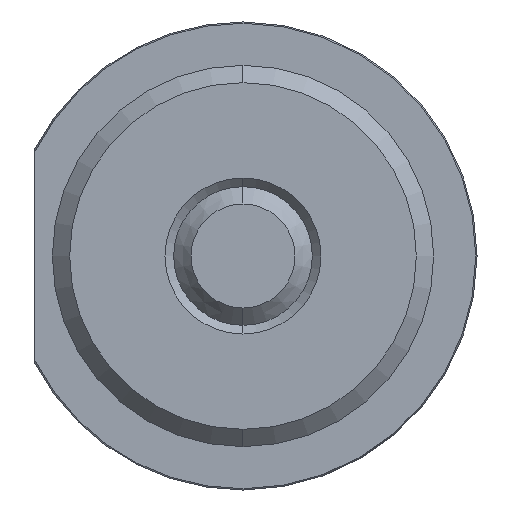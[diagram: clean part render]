
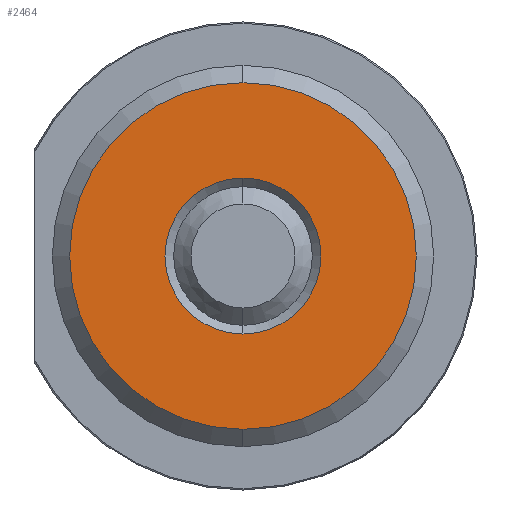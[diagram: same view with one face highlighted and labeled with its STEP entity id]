
A CAD part, left-side view. The second image highlights one B-rep face of the part: STEP entity #2464.
In plain terms, the highlighted planar face has unit normal (-1, 0, 0).
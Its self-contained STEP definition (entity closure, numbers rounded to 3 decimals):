
#173 = ORIENTED_EDGE ( 'NONE', *, *, #632, .T. ) ;
#175 = ORIENTED_EDGE ( 'NONE', *, *, #722, .T. ) ;
#195 = ORIENTED_EDGE ( 'NONE', *, *, #681, .T. ) ;
#207 = ORIENTED_EDGE ( 'NONE', *, *, #630, .T. ) ;
#403 = EDGE_LOOP ( 'NONE', ( #207, #195 ) ) ;
#493 = EDGE_LOOP ( 'NONE', ( #175, #173 ) ) ;
#630 = EDGE_CURVE ( 'NONE', #2111, #2073, #2529, .T. ) ;
#632 = EDGE_CURVE ( 'NONE', #2164, #2070, #2531, .T. ) ;
#681 = EDGE_CURVE ( 'NONE', #2073, #2111, #2602, .T. ) ;
#722 = EDGE_CURVE ( 'NONE', #2070, #2164, #2655, .T. ) ;
#759 = AXIS2_PLACEMENT_3D ( 'NONE', #1718, #1947, #1602 ) ;
#760 = AXIS2_PLACEMENT_3D ( 'NONE', #2106, #1624, #1956 ) ;
#778 = AXIS2_PLACEMENT_3D ( 'NONE', #1582, #1587, #2166 ) ;
#804 = AXIS2_PLACEMENT_3D ( 'NONE', #2192, #2187, #2181 ) ;
#904 = AXIS2_PLACEMENT_3D ( 'NONE', #1206, #1213, #1214 ) ;
#991 = CARTESIAN_POINT ( 'NONE',  ( 0., 0., -4.5 ) ) ;
#1206 = CARTESIAN_POINT ( 'NONE',  ( 0., 4., 0. ) ) ;
#1212 = PLANE ( 'NONE',  #904 ) ;
#1213 = DIRECTION ( 'NONE',  ( 1., 0., 0. ) ) ;
#1214 = DIRECTION ( 'NONE',  ( 0., 0., -1. ) ) ;
#1582 = CARTESIAN_POINT ( 'NONE',  ( 0., 0., 0. ) ) ;
#1587 = DIRECTION ( 'NONE',  ( -1., 0., 0. ) ) ;
#1602 = DIRECTION ( 'NONE',  ( 0., 0., -1. ) ) ;
#1624 = DIRECTION ( 'NONE',  ( -1., 0., 0. ) ) ;
#1718 = CARTESIAN_POINT ( 'NONE',  ( 0., 0., 0. ) ) ;
#1947 = DIRECTION ( 'NONE',  ( 1., 0., 0. ) ) ;
#1956 = DIRECTION ( 'NONE',  ( 0., 0., -1. ) ) ;
#2070 = VERTEX_POINT ( 'NONE', #2381 ) ;
#2073 = VERTEX_POINT ( 'NONE', #2386 ) ;
#2106 = CARTESIAN_POINT ( 'NONE',  ( 0., 0., 0. ) ) ;
#2111 = VERTEX_POINT ( 'NONE', #2368 ) ;
#2164 = VERTEX_POINT ( 'NONE', #991 ) ;
#2166 = DIRECTION ( 'NONE',  ( 0., 0., -1. ) ) ;
#2181 = DIRECTION ( 'NONE',  ( 0., 0., -1. ) ) ;
#2187 = DIRECTION ( 'NONE',  ( 1., 0., 0. ) ) ;
#2192 = CARTESIAN_POINT ( 'NONE',  ( 0., 0., 0. ) ) ;
#2368 = CARTESIAN_POINT ( 'NONE',  ( 0., 0., -10. ) ) ;
#2381 = CARTESIAN_POINT ( 'NONE',  ( 0., 0., 4.5 ) ) ;
#2386 = CARTESIAN_POINT ( 'NONE',  ( 0., 0., 10. ) ) ;
#2464 = ADVANCED_FACE ( 'NONE', ( #2847, #2845 ), #1212, .F. ) ;
#2529 = CIRCLE ( 'NONE', #760, 10. ) ;
#2531 = CIRCLE ( 'NONE', #759, 4.5 ) ;
#2602 = CIRCLE ( 'NONE', #778, 10. ) ;
#2655 = CIRCLE ( 'NONE', #804, 4.5 ) ;
#2845 = FACE_OUTER_BOUND ( 'NONE', #403, .T. ) ;
#2847 = FACE_BOUND ( 'NONE', #493, .T. ) ;
